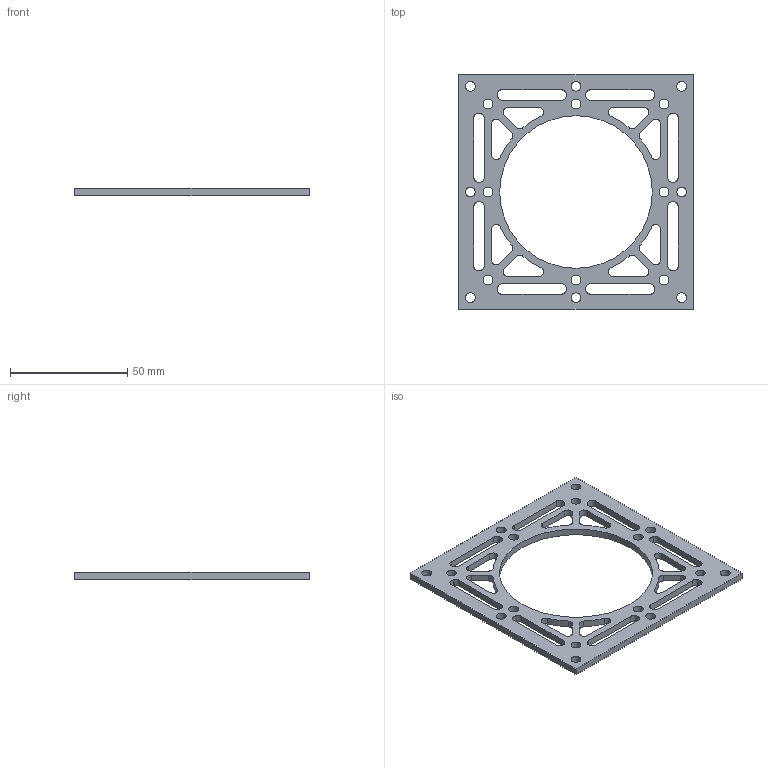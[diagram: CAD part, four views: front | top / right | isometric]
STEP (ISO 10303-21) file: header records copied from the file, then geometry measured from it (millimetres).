
FILE_DESCRIPTION(/* description */ ('STEP AP242','CAx-IF Rec.Pracs.---Representation and Presentation of Product Manufacturing Information (PMI)---4.0---2014-10-13','CAx-IF Rec.Pracs.---3D Tessellated Geometry---0.4---2014-09-14','2;1'),/* implementation_level */ '2;1');
FILE_NAME(/* name */ '688968c2a1dbba1b2190b90d',/* time_stamp */ '2025-07-30T00:35:15Z',/* author */ (''),/* organization */ (''),/* preprocessor_version */ 'ST-DEVELOPER v20',/* originating_system */ 'ONSHAPE BY PTC INC, 1.201',/* authorisation */ ' ');
FILE_SCHEMA (('AP242_MANAGED_MODEL_BASED_3D_ENGINEERING_MIM_LF { 1 0 10303 442 1 1 4 }'));
Length unit declared in the file: metre
Products named in the file (1): lower support
Bounding box: 100 x 100 x 3 mm (x, y, z)
Volume: 13776.5 mm3; surface area: 14198.3 mm2
Topology: 1 solids, 1 shells, 151 faces, 447 edges, 298 vertices
Faces by surface type: cylinder 113, plane 38
Full cylindrical faces by diameter (mm): 4.2 x16, 65 x1
Entity records: 5236 total; most frequent: DIRECTION 960, CARTESIAN_POINT 880, ORIENTED_EDGE 860, EDGE_CURVE 430, AXIS2_PLACEMENT_3D 378, VERTEX_POINT 298, EDGE_LOOP 234, FACE_BOUND 234
